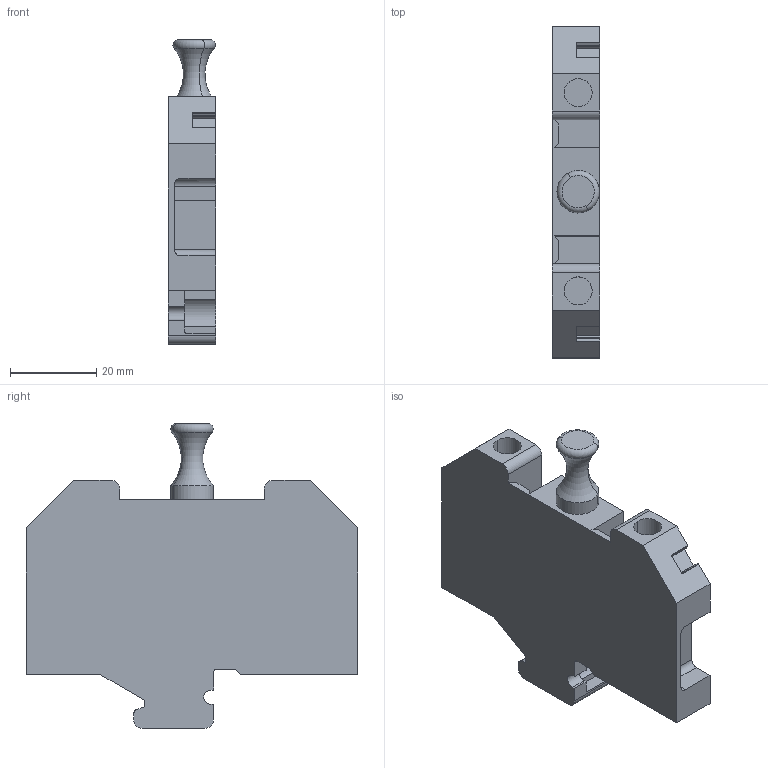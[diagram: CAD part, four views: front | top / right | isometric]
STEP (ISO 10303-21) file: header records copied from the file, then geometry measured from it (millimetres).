
FILE_DESCRIPTION(('CATIA V5 STEP Exchange','CAx-IF Rec.Pracs.--- Model Styling and Organization---1.5--- 2016-08-15','CAx-IF Rec.Pracs.---Supplemental Geometry---1.0---2011-11-01','CAx-IF Rec.Pracs.--- Composite Materials ---1.1---2010-07-15'),'2;1');
FILE_NAME ('002523-1_1', '2025-07-23T12:40:57+00:00', ('none'), ('Weidmueller'), 'CATIA Version 5-6 Release 2024 SP4', 'CATIA V5 STEP AP214 v3', 'none');
FILE_SCHEMA(('AUTOMOTIVE_DESIGN { 1 0 10303 214 1 1 1 1 }'));
Length unit declared in the file: millimetre
Products named in the file (1): 0623320000
Bounding box: 11 x 77 x 70.65 mm (x, y, z)
Volume: 34437.5 mm3; surface area: 11238.6 mm2
Topology: 1 solids, 1 shells, 110 faces, 306 edges, 202 vertices
Faces by surface type: plane 74, cylinder 30, torus 6
Entity records: 3508 total; most frequent: CARTESIAN_POINT 645, ORIENTED_EDGE 612, DIRECTION 473, EDGE_CURVE 306, VECTOR 236, LINE 236, VERTEX_POINT 202, AXIS2_PLACEMENT_3D 151
